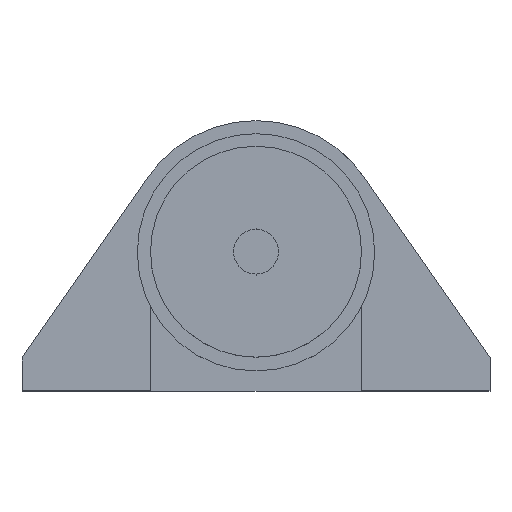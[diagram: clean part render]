
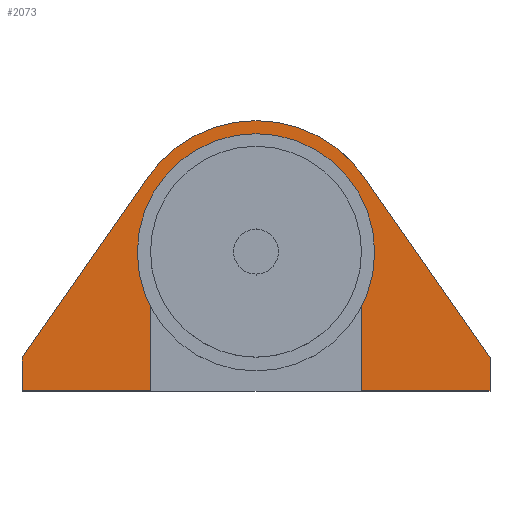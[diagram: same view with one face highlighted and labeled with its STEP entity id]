
A CAD part, top view. The second image highlights one B-rep face of the part: STEP entity #2073.
In plain terms, the highlighted planar face has unit normal (0, 0, 1).
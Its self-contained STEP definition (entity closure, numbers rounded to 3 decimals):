
#1929 = VERTEX_POINT ( 'NONE', #3707 ) ;
#1931 = EDGE_CURVE ( 'NONE', #1929, #1932, #3590, .T. ) ;
#1932 = VERTEX_POINT ( 'NONE', #3733 ) ;
#1995 = ORIENTED_EDGE ( 'NONE', *, *, #2345, .T. ) ;
#1996 = ORIENTED_EDGE ( 'NONE', *, *, #1997, .T. ) ;
#1997 = EDGE_CURVE ( 'NONE', #2343, #2220, #3789, .T. ) ;
#1998 = ORIENTED_EDGE ( 'NONE', *, *, #2219, .T. ) ;
#1999 = ORIENTED_EDGE ( 'NONE', *, *, #2102, .T. ) ;
#2000 = ORIENTED_EDGE ( 'NONE', *, *, #2001, .F. ) ;
#2001 = EDGE_CURVE ( 'NONE', #1932, #2100, #3793, .T. ) ;
#2002 = ORIENTED_EDGE ( 'NONE', *, *, #1931, .F. ) ;
#2003 = ORIENTED_EDGE ( 'NONE', *, *, #2004, .F. ) ;
#2004 = EDGE_CURVE ( 'NONE', #2178, #1929, #3809, .T. ) ;
#2005 = ORIENTED_EDGE ( 'NONE', *, *, #2177, .T. ) ;
#2006 = ORIENTED_EDGE ( 'NONE', *, *, #2235, .T. ) ;
#2073 = ADVANCED_FACE ( 'NONE', ( #3919 ), #3924, .T. ) ;
#2074 = EDGE_LOOP ( 'NONE', ( #1995, #1996, #1998, #1999, #2000, #2002, #2003, #2005, #2006, #2163 ) ) ;
#2081 = VERTEX_POINT ( 'NONE', #3898 ) ;
#2100 = VERTEX_POINT ( 'NONE', #3360 ) ;
#2102 = EDGE_CURVE ( 'NONE', #2103, #2100, #3359, .T. ) ;
#2103 = VERTEX_POINT ( 'NONE', #3355 ) ;
#2163 = ORIENTED_EDGE ( 'NONE', *, *, #2164, .T. ) ;
#2164 = EDGE_CURVE ( 'NONE', #2081, #2346, #3308, .T. ) ;
#2177 = EDGE_CURVE ( 'NONE', #2178, #2236, #3235, .T. ) ;
#2178 = VERTEX_POINT ( 'NONE', #3297 ) ;
#2219 = EDGE_CURVE ( 'NONE', #2220, #2103, #4339, .T. ) ;
#2220 = VERTEX_POINT ( 'NONE', #4322 ) ;
#2235 = EDGE_CURVE ( 'NONE', #2236, #2081, #4236, .T. ) ;
#2236 = VERTEX_POINT ( 'NONE', #4232 ) ;
#2343 = VERTEX_POINT ( 'NONE', #4421 ) ;
#2345 = EDGE_CURVE ( 'NONE', #2346, #2343, #4420, .T. ) ;
#2346 = VERTEX_POINT ( 'NONE', #4415 ) ;
#3233 = DIRECTION ( 'NONE',  ( 1., 0., 0. ) ) ;
#3234 = CARTESIAN_POINT ( 'NONE',  ( 17.75, -10.5, 0. ) ) ;
#3235 = LINE ( 'NONE', #3234, #3298 ) ;
#3297 = CARTESIAN_POINT ( 'NONE',  ( 8., -10.5, 0. ) ) ;
#3298 = VECTOR ( 'NONE', #3233, 1000. ) ;
#3301 = DIRECTION ( 'NONE',  ( -0.571, 0.821, 0. ) ) ;
#3302 = VECTOR ( 'NONE', #3301, 1000. ) ;
#3303 = CARTESIAN_POINT ( 'NONE',  ( 17.75, -8., 0. ) ) ;
#3308 = LINE ( 'NONE', #3303, #3302 ) ;
#3355 = CARTESIAN_POINT ( 'NONE',  ( -17.75, -10.5, 0. ) ) ;
#3356 = DIRECTION ( 'NONE',  ( 1., 0., 0. ) ) ;
#3357 = VECTOR ( 'NONE', #3356, 1000. ) ;
#3358 = CARTESIAN_POINT ( 'NONE',  ( 17.75, -10.5, 0. ) ) ;
#3359 = LINE ( 'NONE', #3358, #3357 ) ;
#3360 = CARTESIAN_POINT ( 'NONE',  ( -8., -10.5, 0. ) ) ;
#3514 = CARTESIAN_POINT ( 'NONE',  ( 0., 0., 0. ) ) ;
#3589 = AXIS2_PLACEMENT_3D ( 'NONE', #3514, #3646, #3727 ) ;
#3590 = CIRCLE ( 'NONE', #3589, 8. ) ;
#3646 = DIRECTION ( 'NONE',  ( 0., 0., 1. ) ) ;
#3707 = CARTESIAN_POINT ( 'NONE',  ( 8., 0., 0. ) ) ;
#3727 = DIRECTION ( 'NONE',  ( 1., 0., 0. ) ) ;
#3733 = CARTESIAN_POINT ( 'NONE',  ( -8., 0., 0. ) ) ;
#3786 = DIRECTION ( 'NONE',  ( -0.571, -0.821, 0. ) ) ;
#3787 = VECTOR ( 'NONE', #3786, 1000. ) ;
#3788 = CARTESIAN_POINT ( 'NONE',  ( -17.75, -8., 0. ) ) ;
#3789 = LINE ( 'NONE', #3788, #3787 ) ;
#3790 = DIRECTION ( 'NONE',  ( 0., -1., 0. ) ) ;
#3791 = VECTOR ( 'NONE', #3790, 1000. ) ;
#3792 = CARTESIAN_POINT ( 'NONE',  ( -8., 0., 0. ) ) ;
#3793 = LINE ( 'NONE', #3792, #3791 ) ;
#3806 = DIRECTION ( 'NONE',  ( 0., 1., 0. ) ) ;
#3807 = VECTOR ( 'NONE', #3806, 1000. ) ;
#3808 = CARTESIAN_POINT ( 'NONE',  ( 8., -10.5, 0. ) ) ;
#3809 = LINE ( 'NONE', #3808, #3807 ) ;
#3898 = CARTESIAN_POINT ( 'NONE',  ( 17.75, -8., 0. ) ) ;
#3915 = DIRECTION ( 'NONE',  ( 1., 0., 0. ) ) ;
#3916 = DIRECTION ( 'NONE',  ( 0., 0., 1. ) ) ;
#3917 = CARTESIAN_POINT ( 'NONE',  ( 0., 0., 0. ) ) ;
#3918 = AXIS2_PLACEMENT_3D ( 'NONE', #3917, #3916, #3915 ) ;
#3919 = FACE_OUTER_BOUND ( 'NONE', #2074, .T. ) ;
#3924 = PLANE ( 'NONE',  #3918 ) ;
#4232 = CARTESIAN_POINT ( 'NONE',  ( 17.75, -10.5, 0. ) ) ;
#4233 = DIRECTION ( 'NONE',  ( 0., 1., 0. ) ) ;
#4234 = VECTOR ( 'NONE', #4233, 1000. ) ;
#4235 = CARTESIAN_POINT ( 'NONE',  ( 17.75, -10.5, 0. ) ) ;
#4236 = LINE ( 'NONE', #4235, #4234 ) ;
#4322 = CARTESIAN_POINT ( 'NONE',  ( -17.75, -8., 0. ) ) ;
#4332 = DIRECTION ( 'NONE',  ( 0., -1., 0. ) ) ;
#4333 = VECTOR ( 'NONE', #4332, 1000. ) ;
#4334 = CARTESIAN_POINT ( 'NONE',  ( -17.75, -10.5, 0. ) ) ;
#4339 = LINE ( 'NONE', #4334, #4333 ) ;
#4415 = CARTESIAN_POINT ( 'NONE',  ( 8.208, 5.712, 0. ) ) ;
#4416 = DIRECTION ( 'NONE',  ( 1., 0., 0. ) ) ;
#4417 = DIRECTION ( 'NONE',  ( 0., 0., 1. ) ) ;
#4418 = CARTESIAN_POINT ( 'NONE',  ( 0., 0., 0. ) ) ;
#4419 = AXIS2_PLACEMENT_3D ( 'NONE', #4418, #4417, #4416 ) ;
#4420 = CIRCLE ( 'NONE', #4419, 10. ) ;
#4421 = CARTESIAN_POINT ( 'NONE',  ( -8.208, 5.712, 0. ) ) ;
